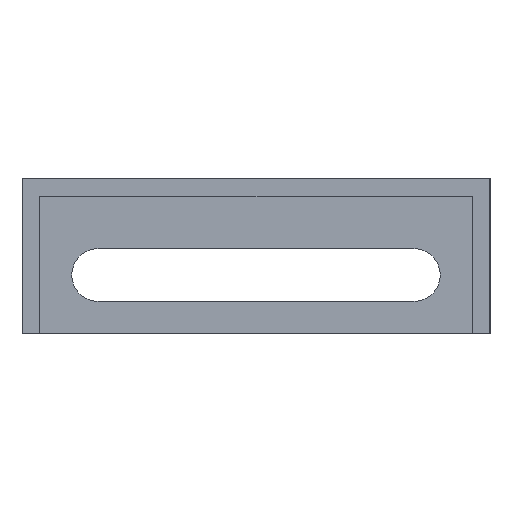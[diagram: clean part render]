
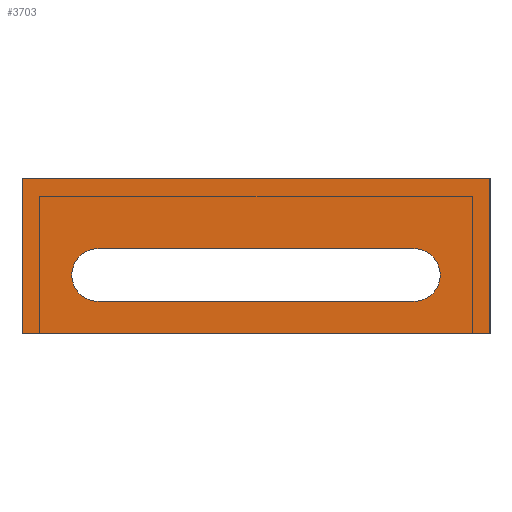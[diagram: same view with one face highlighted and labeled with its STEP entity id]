
A CAD part, left-side view. The second image highlights one B-rep face of the part: STEP entity #3703.
In plain terms, the highlighted planar face has unit normal (-1, 0, 0).
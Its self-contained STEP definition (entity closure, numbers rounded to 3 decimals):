
#369 = DIRECTION ( 'NONE',  ( 0., 0., 1. ) ) ;
#462 = DIRECTION ( 'NONE',  ( -1., 0., 0. ) ) ;
#505 = VECTOR ( 'NONE', #2285, 1000. ) ;
#538 = FACE_BOUND ( 'NONE', #1503, .T. ) ;
#561 = DIRECTION ( 'NONE',  ( 0., 0., -1. ) ) ;
#577 = EDGE_CURVE ( 'NONE', #9589, #12542, #11782, .T. ) ;
#1169 = CARTESIAN_POINT ( 'NONE',  ( -570.75, 40., 0. ) ) ;
#1250 = LINE ( 'NONE', #1396, #4287 ) ;
#1396 = CARTESIAN_POINT ( 'NONE',  ( -570.75, 27., -21. ) ) ;
#1502 = CARTESIAN_POINT ( 'NONE',  ( -570.75, 40., -26.5 ) ) ;
#1503 = EDGE_LOOP ( 'NONE', ( #13248, #11427, #13882, #2994 ) ) ;
#1928 = ORIENTED_EDGE ( 'NONE', *, *, #14185, .F. ) ;
#2285 = DIRECTION ( 'NONE',  ( 0., -1., 0. ) ) ;
#2388 = VERTEX_POINT ( 'NONE', #6319 ) ;
#2433 = VECTOR ( 'NONE', #8237, 1000. ) ;
#2434 = LINE ( 'NONE', #13620, #505 ) ;
#2953 = LINE ( 'NONE', #9674, #4074 ) ;
#2994 = ORIENTED_EDGE ( 'NONE', *, *, #10492, .T. ) ;
#3627 = CARTESIAN_POINT ( 'NONE',  ( -570.75, 40., -26.5 ) ) ;
#3703 = ADVANCED_FACE ( 'NONE', ( #538, #13137 ), #11998, .T. ) ;
#4074 = VECTOR ( 'NONE', #8534, 1000. ) ;
#4287 = VECTOR ( 'NONE', #6965, 1000. ) ;
#4805 = DIRECTION ( 'NONE',  ( 0., -1., 0. ) ) ;
#5108 = LINE ( 'NONE', #1502, #10395 ) ;
#5601 = VERTEX_POINT ( 'NONE', #7966 ) ;
#6319 = CARTESIAN_POINT ( 'NONE',  ( -570.75, -40., 0. ) ) ;
#6346 = VERTEX_POINT ( 'NONE', #8401 ) ;
#6470 = DIRECTION ( 'NONE',  ( 0., 0., 1. ) ) ;
#6965 = DIRECTION ( 'NONE',  ( 0., 1., 0. ) ) ;
#7633 = ORIENTED_EDGE ( 'NONE', *, *, #12011, .T. ) ;
#7864 = CARTESIAN_POINT ( 'NONE',  ( -570.75, 27., -12. ) ) ;
#7966 = CARTESIAN_POINT ( 'NONE',  ( -570.75, -27., -21. ) ) ;
#8141 = EDGE_CURVE ( 'NONE', #12542, #5601, #12437, .T. ) ;
#8212 = ORIENTED_EDGE ( 'NONE', *, *, #13687, .F. ) ;
#8237 = DIRECTION ( 'NONE',  ( 0., -1., 0. ) ) ;
#8401 = CARTESIAN_POINT ( 'NONE',  ( -570.75, 27., -21. ) ) ;
#8470 = DIRECTION ( 'NONE',  ( 1., 0., 0. ) ) ;
#8534 = DIRECTION ( 'NONE',  ( 0., 0., 1. ) ) ;
#8933 = AXIS2_PLACEMENT_3D ( 'NONE', #13004, #8470, #14141 ) ;
#9589 = VERTEX_POINT ( 'NONE', #7864 ) ;
#9674 = CARTESIAN_POINT ( 'NONE',  ( -570.75, -40., -26.5 ) ) ;
#10140 = CIRCLE ( 'NONE', #8933, 4.5 ) ;
#10250 = AXIS2_PLACEMENT_3D ( 'NONE', #10599, #12945, #561 ) ;
#10395 = VECTOR ( 'NONE', #369, 1000. ) ;
#10483 = AXIS2_PLACEMENT_3D ( 'NONE', #11096, #462, #6470 ) ;
#10492 = EDGE_CURVE ( 'NONE', #5601, #6346, #1250, .T. ) ;
#10529 = VERTEX_POINT ( 'NONE', #1169 ) ;
#10599 = CARTESIAN_POINT ( 'NONE',  ( -570.75, -27., -16.5 ) ) ;
#10792 = CARTESIAN_POINT ( 'NONE',  ( -570.75, -40., -26.5 ) ) ;
#11096 = CARTESIAN_POINT ( 'NONE',  ( -570.75, 40., -26.5 ) ) ;
#11427 = ORIENTED_EDGE ( 'NONE', *, *, #577, .T. ) ;
#11488 = VERTEX_POINT ( 'NONE', #10792 ) ;
#11782 = LINE ( 'NONE', #14055, #2433 ) ;
#11998 = PLANE ( 'NONE',  #10483 ) ;
#12011 = EDGE_CURVE ( 'NONE', #14562, #11488, #14101, .T. ) ;
#12369 = EDGE_CURVE ( 'NONE', #11488, #2388, #2953, .T. ) ;
#12437 = CIRCLE ( 'NONE', #10250, 4.5 ) ;
#12534 = CARTESIAN_POINT ( 'NONE',  ( -570.75, -27., -12. ) ) ;
#12542 = VERTEX_POINT ( 'NONE', #12534 ) ;
#12945 = DIRECTION ( 'NONE',  ( 1., 0., 0. ) ) ;
#13004 = CARTESIAN_POINT ( 'NONE',  ( -570.75, 27., -16.5 ) ) ;
#13041 = CARTESIAN_POINT ( 'NONE',  ( -570.75, 40., -26.5 ) ) ;
#13060 = EDGE_LOOP ( 'NONE', ( #8212, #1928, #7633, #14011 ) ) ;
#13137 = FACE_OUTER_BOUND ( 'NONE', #13060, .T. ) ;
#13248 = ORIENTED_EDGE ( 'NONE', *, *, #13753, .T. ) ;
#13507 = VECTOR ( 'NONE', #4805, 1000. ) ;
#13620 = CARTESIAN_POINT ( 'NONE',  ( -570.75, 40., 0. ) ) ;
#13687 = EDGE_CURVE ( 'NONE', #10529, #2388, #2434, .T. ) ;
#13753 = EDGE_CURVE ( 'NONE', #6346, #9589, #10140, .T. ) ;
#13882 = ORIENTED_EDGE ( 'NONE', *, *, #8141, .T. ) ;
#14011 = ORIENTED_EDGE ( 'NONE', *, *, #12369, .T. ) ;
#14055 = CARTESIAN_POINT ( 'NONE',  ( -570.75, 27., -12. ) ) ;
#14101 = LINE ( 'NONE', #13041, #13507 ) ;
#14141 = DIRECTION ( 'NONE',  ( 0., 0., -1. ) ) ;
#14185 = EDGE_CURVE ( 'NONE', #14562, #10529, #5108, .T. ) ;
#14562 = VERTEX_POINT ( 'NONE', #3627 ) ;
